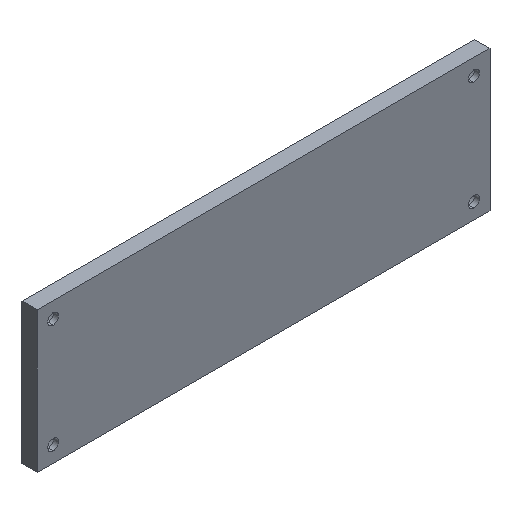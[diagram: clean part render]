
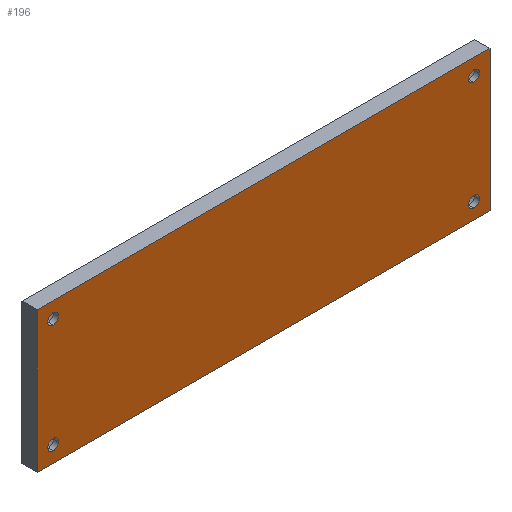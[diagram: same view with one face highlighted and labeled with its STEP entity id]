
A CAD part, isometric view. The second image highlights one B-rep face of the part: STEP entity #196.
In plain terms, the highlighted planar face has unit normal (0, -1, 0).
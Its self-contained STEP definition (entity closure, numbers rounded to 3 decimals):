
#2 = CIRCLE ( 'NONE', #553, 1.075 ) ;
#3 = VERTEX_POINT ( 'NONE', #769 ) ;
#5 = CARTESIAN_POINT ( 'NONE',  ( -31.592, 0., -16.802 ) ) ;
#15 = ORIENTED_EDGE ( 'NONE', *, *, #667, .F. ) ;
#21 = FACE_BOUND ( 'NONE', #313, .T. ) ;
#40 = CARTESIAN_POINT ( 'NONE',  ( 52.044, 0., -17.877 ) ) ;
#41 = CARTESIAN_POINT ( 'NONE',  ( -31.592, 0., 4.834 ) ) ;
#53 = FACE_BOUND ( 'NONE', #396, .T. ) ;
#60 = DIRECTION ( 'NONE',  ( 0., 0., -1. ) ) ;
#63 = CARTESIAN_POINT ( 'NONE',  ( -31.592, 0., -16.802 ) ) ;
#65 = ORIENTED_EDGE ( 'NONE', *, *, #190, .F. ) ;
#69 = EDGE_CURVE ( 'NONE', #143, #764, #93, .T. ) ;
#77 = ORIENTED_EDGE ( 'NONE', *, *, #188, .F. ) ;
#80 = VECTOR ( 'NONE', #715, 1000. ) ;
#82 = VERTEX_POINT ( 'NONE', #528 ) ;
#93 = LINE ( 'NONE', #475, #80 ) ;
#99 = PLANE ( 'NONE',  #239 ) ;
#103 = FACE_OUTER_BOUND ( 'NONE', #575, .T. ) ;
#104 = DIRECTION ( 'NONE',  ( 0., 0., -1. ) ) ;
#116 = EDGE_CURVE ( 'NONE', #556, #203, #786, .T. ) ;
#143 = VERTEX_POINT ( 'NONE', #161 ) ;
#155 = DIRECTION ( 'NONE',  ( 0., -1., 0. ) ) ;
#160 = DIRECTION ( 'NONE',  ( 0., 0., -1. ) ) ;
#161 = CARTESIAN_POINT ( 'NONE',  ( -34.774, 0., -19.984 ) ) ;
#170 = CARTESIAN_POINT ( 'NONE',  ( -34.774, 0., -19.984 ) ) ;
#176 = DIRECTION ( 'NONE',  ( 0., -1., 0. ) ) ;
#178 = EDGE_CURVE ( 'NONE', #384, #82, #2, .T. ) ;
#179 = CARTESIAN_POINT ( 'NONE',  ( -31.592, 0., 4.834 ) ) ;
#182 = AXIS2_PLACEMENT_3D ( 'NONE', #771, #656, #716 ) ;
#183 = CIRCLE ( 'NONE', #368, 1.075 ) ;
#188 = EDGE_CURVE ( 'NONE', #3, #143, #282, .T. ) ;
#190 = EDGE_CURVE ( 'NONE', #510, #3, #415, .T. ) ;
#192 = CARTESIAN_POINT ( 'NONE',  ( -31.592, 0., -15.727 ) ) ;
#196 = ADVANCED_FACE ( 'NONE', ( #295, #418, #21, #53, #103 ), #99, .T. ) ;
#203 = VERTEX_POINT ( 'NONE', #40 ) ;
#206 = ORIENTED_EDGE ( 'NONE', *, *, #373, .F. ) ;
#210 = AXIS2_PLACEMENT_3D ( 'NONE', #673, #610, #60 ) ;
#213 = AXIS2_PLACEMENT_3D ( 'NONE', #660, #155, #349 ) ;
#219 = EDGE_CURVE ( 'NONE', #203, #556, #379, .T. ) ;
#221 = CARTESIAN_POINT ( 'NONE',  ( 0., 0., 0. ) ) ;
#236 = CARTESIAN_POINT ( 'NONE',  ( -31.592, 0., 3.759 ) ) ;
#239 = AXIS2_PLACEMENT_3D ( 'NONE', #221, #480, #160 ) ;
#255 = ORIENTED_EDGE ( 'NONE', *, *, #730, .F. ) ;
#282 = LINE ( 'NONE', #170, #585 ) ;
#286 = EDGE_CURVE ( 'NONE', #759, #325, #287, .T. ) ;
#287 = CIRCLE ( 'NONE', #182, 1.075 ) ;
#295 = FACE_BOUND ( 'NONE', #399, .T. ) ;
#300 = CARTESIAN_POINT ( 'NONE',  ( 52.044, 0., 3.759 ) ) ;
#313 = EDGE_LOOP ( 'NONE', ( #255, #375 ) ) ;
#325 = VERTEX_POINT ( 'NONE', #706 ) ;
#339 = DIRECTION ( 'NONE',  ( 1., 0., 0. ) ) ;
#349 = DIRECTION ( 'NONE',  ( 0., 0., -1. ) ) ;
#368 = AXIS2_PLACEMENT_3D ( 'NONE', #179, #176, #659 ) ;
#373 = EDGE_CURVE ( 'NONE', #682, #436, #533, .T. ) ;
#374 = CARTESIAN_POINT ( 'NONE',  ( -31.592, 0., -17.877 ) ) ;
#375 = ORIENTED_EDGE ( 'NONE', *, *, #178, .F. ) ;
#379 = CIRCLE ( 'NONE', #213, 1.075 ) ;
#384 = VERTEX_POINT ( 'NONE', #236 ) ;
#396 = EDGE_LOOP ( 'NONE', ( #206, #15 ) ) ;
#399 = EDGE_LOOP ( 'NONE', ( #750, #504 ) ) ;
#415 = LINE ( 'NONE', #657, #679 ) ;
#418 = FACE_BOUND ( 'NONE', #451, .T. ) ;
#431 = EDGE_CURVE ( 'NONE', #325, #759, #525, .T. ) ;
#436 = VERTEX_POINT ( 'NONE', #374 ) ;
#451 = EDGE_LOOP ( 'NONE', ( #770, #692 ) ) ;
#473 = DIRECTION ( 'NONE',  ( 0., -1., 0. ) ) ;
#475 = CARTESIAN_POINT ( 'NONE',  ( -34.774, 0., 8.016 ) ) ;
#480 = DIRECTION ( 'NONE',  ( 0., -1., 0. ) ) ;
#487 = DIRECTION ( 'NONE',  ( 0., -1., 0. ) ) ;
#492 = DIRECTION ( 'NONE',  ( 0., 0., -1. ) ) ;
#503 = LINE ( 'NONE', #691, #615 ) ;
#504 = ORIENTED_EDGE ( 'NONE', *, *, #219, .F. ) ;
#510 = VERTEX_POINT ( 'NONE', #713 ) ;
#517 = DIRECTION ( 'NONE',  ( 0., 0., -1. ) ) ;
#525 = CIRCLE ( 'NONE', #210, 1.075 ) ;
#528 = CARTESIAN_POINT ( 'NONE',  ( -31.592, 0., 5.909 ) ) ;
#533 = CIRCLE ( 'NONE', #737, 1.075 ) ;
#547 = CIRCLE ( 'NONE', #649, 1.075 ) ;
#553 = AXIS2_PLACEMENT_3D ( 'NONE', #41, #580, #647 ) ;
#556 = VERTEX_POINT ( 'NONE', #627 ) ;
#573 = DIRECTION ( 'NONE',  ( 0., -1., 0. ) ) ;
#575 = EDGE_LOOP ( 'NONE', ( #640, #77, #65, #594 ) ) ;
#580 = DIRECTION ( 'NONE',  ( 0., -1., 0. ) ) ;
#585 = VECTOR ( 'NONE', #784, 1000. ) ;
#594 = ORIENTED_EDGE ( 'NONE', *, *, #651, .F. ) ;
#610 = DIRECTION ( 'NONE',  ( 0., -1., 0. ) ) ;
#615 = VECTOR ( 'NONE', #339, 1000. ) ;
#627 = CARTESIAN_POINT ( 'NONE',  ( 52.044, 0., -15.727 ) ) ;
#640 = ORIENTED_EDGE ( 'NONE', *, *, #69, .F. ) ;
#647 = DIRECTION ( 'NONE',  ( 0., 0., -1. ) ) ;
#649 = AXIS2_PLACEMENT_3D ( 'NONE', #5, #573, #517 ) ;
#651 = EDGE_CURVE ( 'NONE', #764, #510, #503, .T. ) ;
#656 = DIRECTION ( 'NONE',  ( 0., -1., 0. ) ) ;
#657 = CARTESIAN_POINT ( 'NONE',  ( 55.226, 0., 8.016 ) ) ;
#659 = DIRECTION ( 'NONE',  ( 0., 0., -1. ) ) ;
#660 = CARTESIAN_POINT ( 'NONE',  ( 52.044, 0., -16.802 ) ) ;
#667 = EDGE_CURVE ( 'NONE', #436, #682, #547, .T. ) ;
#673 = CARTESIAN_POINT ( 'NONE',  ( 52.044, 0., 4.834 ) ) ;
#679 = VECTOR ( 'NONE', #104, 1000. ) ;
#682 = VERTEX_POINT ( 'NONE', #192 ) ;
#691 = CARTESIAN_POINT ( 'NONE',  ( -34.774, 0., 8.016 ) ) ;
#692 = ORIENTED_EDGE ( 'NONE', *, *, #286, .F. ) ;
#706 = CARTESIAN_POINT ( 'NONE',  ( 52.044, 0., 5.909 ) ) ;
#713 = CARTESIAN_POINT ( 'NONE',  ( 55.226, 0., 8.016 ) ) ;
#715 = DIRECTION ( 'NONE',  ( 0., 0., 1. ) ) ;
#716 = DIRECTION ( 'NONE',  ( 0., 0., -1. ) ) ;
#723 = CARTESIAN_POINT ( 'NONE',  ( -34.774, 0., 8.016 ) ) ;
#730 = EDGE_CURVE ( 'NONE', #82, #384, #183, .T. ) ;
#737 = AXIS2_PLACEMENT_3D ( 'NONE', #63, #487, #492 ) ;
#750 = ORIENTED_EDGE ( 'NONE', *, *, #116, .F. ) ;
#759 = VERTEX_POINT ( 'NONE', #300 ) ;
#764 = VERTEX_POINT ( 'NONE', #723 ) ;
#766 = AXIS2_PLACEMENT_3D ( 'NONE', #788, #473, #778 ) ;
#769 = CARTESIAN_POINT ( 'NONE',  ( 55.226, 0., -19.984 ) ) ;
#770 = ORIENTED_EDGE ( 'NONE', *, *, #431, .F. ) ;
#771 = CARTESIAN_POINT ( 'NONE',  ( 52.044, 0., 4.834 ) ) ;
#778 = DIRECTION ( 'NONE',  ( 0., 0., -1. ) ) ;
#784 = DIRECTION ( 'NONE',  ( -1., 0., 0. ) ) ;
#786 = CIRCLE ( 'NONE', #766, 1.075 ) ;
#788 = CARTESIAN_POINT ( 'NONE',  ( 52.044, 0., -16.802 ) ) ;
